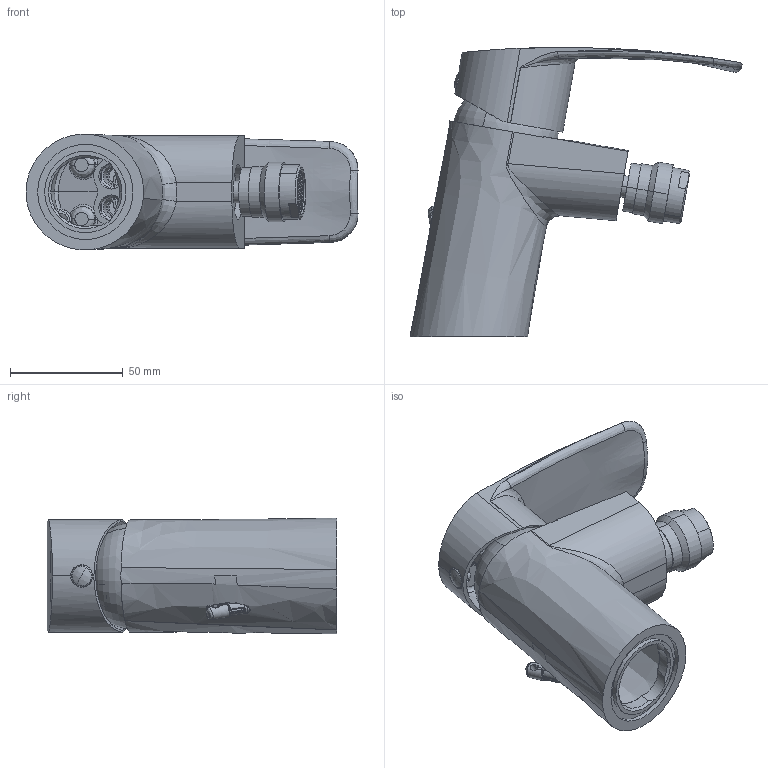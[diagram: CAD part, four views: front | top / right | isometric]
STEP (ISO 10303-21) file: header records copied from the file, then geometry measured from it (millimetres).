
FILE_DESCRIPTION (( 'STEP AP203' ), '1' );
FILE_NAME ('STEP57B305997.STEP', '2021-10-04T08:26:01', ( '' ), ( '' ), 'SwSTEP 2.0', 'SolidWorks 2021', '' );
FILE_SCHEMA (( 'CONFIG_CONTROL_DESIGN' ));
Length unit declared in the file: millimetre
Products named in the file (1): STEP57B305997
Bounding box: 147.1 x 128.11 x 51.27 mm (x, y, z)
Volume: 117453.4 mm3; surface area: 87483 mm2
Topology: 11 solids, 11 shells, 1531 faces, 4183 edges, 2734 vertices
Faces by surface type: plane 982, cylinder 272, bspline 199, cone 53, torus 15, sphere 10
Entity records: 100440 total; most frequent: CARTESIAN_POINT 63485, ORIENTED_EDGE 8348, DIRECTION 6641, EDGE_CURVE 4174, LINE 2811, VECTOR 2811, VERTEX_POINT 2731, AXIS2_PLACEMENT_3D 1915
